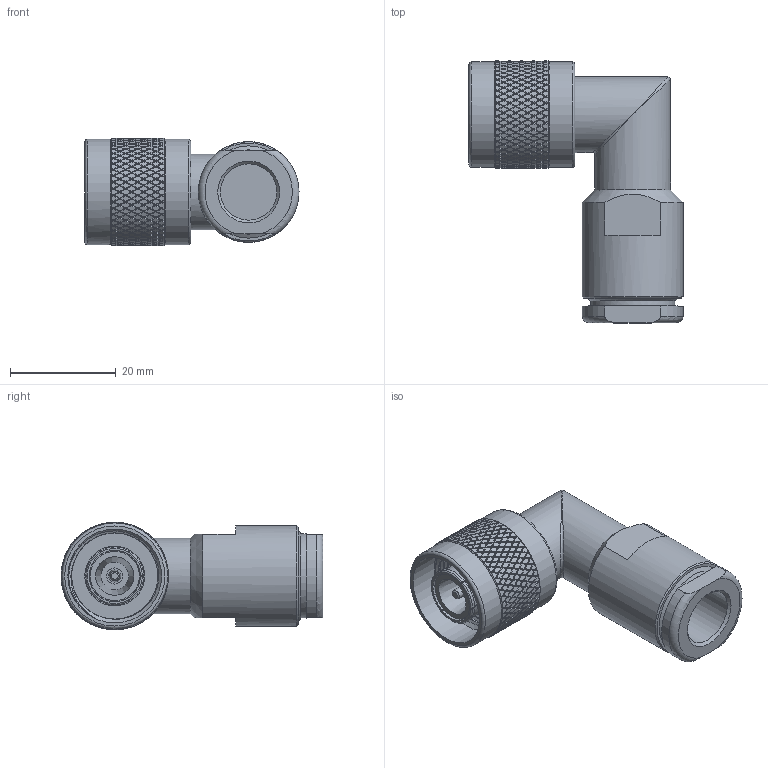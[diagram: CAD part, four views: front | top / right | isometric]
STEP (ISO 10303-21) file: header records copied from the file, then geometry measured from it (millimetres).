
FILE_DESCRIPTION (( 'STEP AP203' ), '1' );
FILE_NAME ('PE4979_3D.STEP', '2020-11-30T20:50:49', ( '' ), ( '' ), 'SwSTEP 2.0', 'SolidWorks 2018', '' );
FILE_SCHEMA (( 'CONFIG_CONTROL_DESIGN' ));
Length unit declared in the file: inch
Products named in the file (1): PE4979_3D
Bounding box: 40.5 x 49.56 x 20.32 mm (x, y, z)
Volume: 13855.2 mm3; surface area: 7307.1 mm2
Topology: 1 solids, 1 shells, 2803 faces, 6072 edges, 3277 vertices
Faces by surface type: bspline 2045, cylinder 584, plane 154, torus 10, cone 10
Full cylindrical faces by diameter (mm): 2.286 x1, 3.048 x1, 9.312 x1, 9.717 x1, 10.52 x1, 10.668 x1, 11.321 x1, 14.326 x2, 15.906 x1, 17.739 x1, 19.05 x1, 19.97 x2
Entity records: 107194 total; most frequent: CARTESIAN_POINT 69938, ORIENTED_EDGE 12050, EDGE_CURVE 6025, VERTEX_POINT 3260, EDGE_LOOP 2839, FACE_OUTER_BOUND 2819, ADVANCED_FACE 2803, DIRECTION 2398
